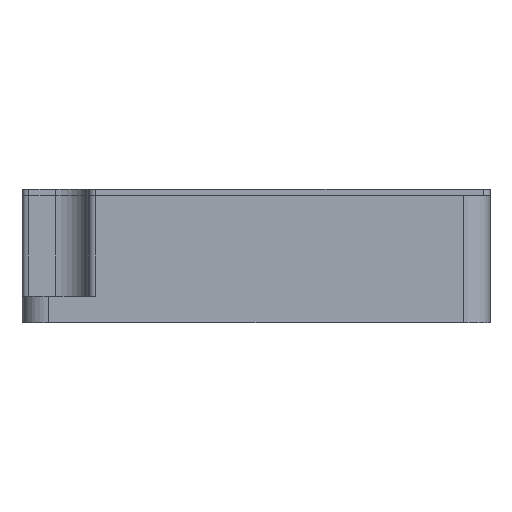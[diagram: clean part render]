
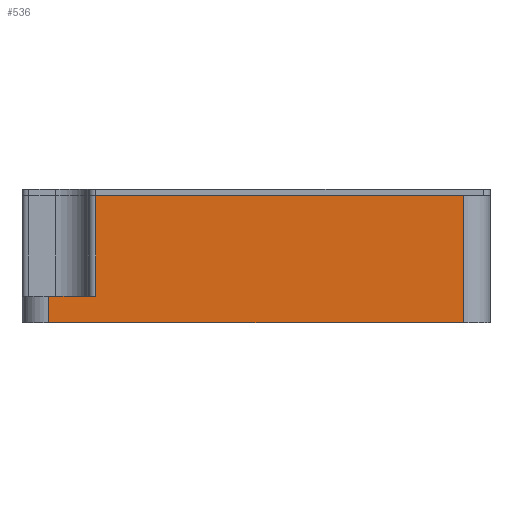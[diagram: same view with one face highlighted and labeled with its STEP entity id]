
A CAD part, left-side view. The second image highlights one B-rep face of the part: STEP entity #536.
In plain terms, the highlighted planar face has unit normal (-1, 0, 0).
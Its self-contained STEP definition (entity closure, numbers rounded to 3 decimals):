
#259 = FACE_OUTER_BOUND ( 'NONE', #2770, .T. ) ;
#536 = ADVANCED_FACE ( 'NONE', ( #259 ), #2756, .T. ) ;
#796 = ORIENTED_EDGE ( 'NONE', *, *, #2458, .T. ) ;
#862 = AXIS2_PLACEMENT_3D ( 'NONE', #1770, #6422, #6334 ) ;
#959 = CARTESIAN_POINT ( 'NONE',  ( -17.5, 15.5, 2. ) ) ;
#962 = ORIENTED_EDGE ( 'NONE', *, *, #6094, .T. ) ;
#1005 = CARTESIAN_POINT ( 'NONE',  ( -17.5, 12., 2. ) ) ;
#1048 = EDGE_CURVE ( 'NONE', #5484, #6146, #3944, .T. ) ;
#1050 = DIRECTION ( 'NONE',  ( 0., 1., 0. ) ) ;
#1336 = ORIENTED_EDGE ( 'NONE', *, *, #3085, .T. ) ;
#1770 = CARTESIAN_POINT ( 'NONE',  ( -17.5, -17.5, 2. ) ) ;
#1906 = CARTESIAN_POINT ( 'NONE',  ( -17.5, -15.5, 0. ) ) ;
#1948 = ORIENTED_EDGE ( 'NONE', *, *, #1048, .T. ) ;
#1958 = VECTOR ( 'NONE', #1050, 1000. ) ;
#2054 = DIRECTION ( 'NONE',  ( 0., 0., -1. ) ) ;
#2350 = LINE ( 'NONE', #5806, #4838 ) ;
#2458 = EDGE_CURVE ( 'NONE', #6063, #5484, #2974, .T. ) ;
#2474 = CARTESIAN_POINT ( 'NONE',  ( -17.5, 12., 9.5 ) ) ;
#2512 = EDGE_CURVE ( 'NONE', #6022, #4385, #3599, .T. ) ;
#2756 = PLANE ( 'NONE',  #862 ) ;
#2770 = EDGE_LOOP ( 'NONE', ( #1948, #2876, #4769, #962, #1336, #796 ) ) ;
#2851 = DIRECTION ( 'NONE',  ( 0., 1., 0. ) ) ;
#2876 = ORIENTED_EDGE ( 'NONE', *, *, #5033, .T. ) ;
#2974 = LINE ( 'NONE', #5504, #5134 ) ;
#3085 = EDGE_CURVE ( 'NONE', #5755, #6063, #2350, .T. ) ;
#3113 = VECTOR ( 'NONE', #5371, 1000. ) ;
#3394 = DIRECTION ( 'NONE',  ( 0., 1., 0. ) ) ;
#3548 = CARTESIAN_POINT ( 'NONE',  ( -17.5, -17.5, 0. ) ) ;
#3599 = LINE ( 'NONE', #3548, #1958 ) ;
#3890 = CARTESIAN_POINT ( 'NONE',  ( -17.5, -17.5, 2. ) ) ;
#3944 = LINE ( 'NONE', #3890, #4412 ) ;
#4385 = VERTEX_POINT ( 'NONE', #6101 ) ;
#4412 = VECTOR ( 'NONE', #3394, 1000. ) ;
#4459 = LINE ( 'NONE', #4945, #5292 ) ;
#4769 = ORIENTED_EDGE ( 'NONE', *, *, #2512, .F. ) ;
#4838 = VECTOR ( 'NONE', #2851, 1000. ) ;
#4945 = CARTESIAN_POINT ( 'NONE',  ( -17.5, 15.5, 2. ) ) ;
#5033 = EDGE_CURVE ( 'NONE', #6146, #4385, #4459, .T. ) ;
#5134 = VECTOR ( 'NONE', #6046, 1000. ) ;
#5292 = VECTOR ( 'NONE', #2054, 1000. ) ;
#5371 = DIRECTION ( 'NONE',  ( 0., 0., 1. ) ) ;
#5484 = VERTEX_POINT ( 'NONE', #1005 ) ;
#5504 = CARTESIAN_POINT ( 'NONE',  ( -17.5, 12., 2. ) ) ;
#5525 = LINE ( 'NONE', #5873, #3113 ) ;
#5755 = VERTEX_POINT ( 'NONE', #6115 ) ;
#5806 = CARTESIAN_POINT ( 'NONE',  ( -17.5, 0., 9.5 ) ) ;
#5873 = CARTESIAN_POINT ( 'NONE',  ( -17.5, -15.5, 9.5 ) ) ;
#6022 = VERTEX_POINT ( 'NONE', #1906 ) ;
#6046 = DIRECTION ( 'NONE',  ( 0., 0., -1. ) ) ;
#6063 = VERTEX_POINT ( 'NONE', #2474 ) ;
#6094 = EDGE_CURVE ( 'NONE', #6022, #5755, #5525, .T. ) ;
#6101 = CARTESIAN_POINT ( 'NONE',  ( -17.5, 15.5, 0. ) ) ;
#6115 = CARTESIAN_POINT ( 'NONE',  ( -17.5, -15.5, 9.5 ) ) ;
#6146 = VERTEX_POINT ( 'NONE', #959 ) ;
#6334 = DIRECTION ( 'NONE',  ( 0., 0., 1. ) ) ;
#6422 = DIRECTION ( 'NONE',  ( -1., 0., 0. ) ) ;
